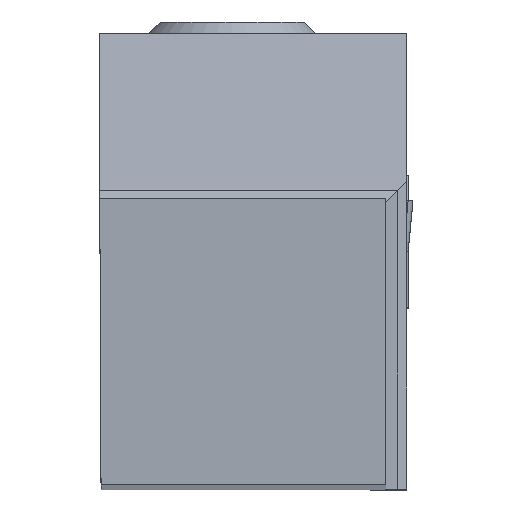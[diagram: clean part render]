
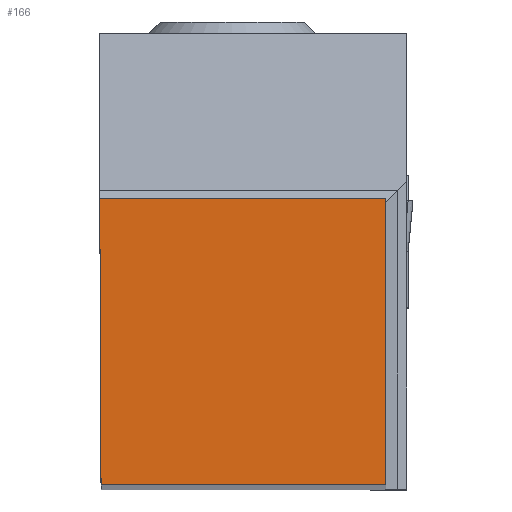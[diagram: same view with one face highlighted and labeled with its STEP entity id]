
A CAD part, top view. The second image highlights one B-rep face of the part: STEP entity #166.
In plain terms, the highlighted planar face has unit normal (0, 0, 1).
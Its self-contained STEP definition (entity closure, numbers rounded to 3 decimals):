
#166=ADVANCED_FACE('BLANK_BOXF006',(#268),#214,.F.);
#214=PLANE('',#1284);
#268=FACE_OUTER_BOUND('',#325,.T.);
#325=EDGE_LOOP('',(#578,#579,#580,#581));
#578=ORIENTED_EDGE('',*,*,#891,.T.);
#579=ORIENTED_EDGE('',*,*,#892,.T.);
#580=ORIENTED_EDGE('',*,*,#887,.T.);
#581=ORIENTED_EDGE('',*,*,#883,.T.);
#747=VERTEX_POINT('',#1995);
#748=VERTEX_POINT('',#1997);
#750=VERTEX_POINT('',#2004);
#753=VERTEX_POINT('',#2012);
#883=EDGE_CURVE('',#748,#747,#1009,.T.);
#887=EDGE_CURVE('',#750,#748,#1013,.T.);
#891=EDGE_CURVE('',#747,#753,#1017,.T.);
#892=EDGE_CURVE('',#753,#750,#1018,.T.);
#1009=LINE('',#1996,#1137);
#1013=LINE('',#2003,#1141);
#1017=LINE('',#2011,#1145);
#1018=LINE('',#2013,#1146);
#1137=VECTOR('',#1517,1.);
#1141=VECTOR('',#1523,1.);
#1145=VECTOR('',#1529,1.);
#1146=VECTOR('',#1530,1.);
#1284=AXIS2_PLACEMENT_3D('',#2014,#1531,#1532);
#1517=DIRECTION('',(1.,0.,0.));
#1523=DIRECTION('',(0.004,-1.,0.));
#1529=DIRECTION('',(0.,1.,0.));
#1530=DIRECTION('',(-1.,0.,0.));
#1531=DIRECTION('',(0.,0.,-1.));
#1532=DIRECTION('',(0.,-1.,0.));
#1995=CARTESIAN_POINT('',(11.875,0.,0.));
#1996=CARTESIAN_POINT('',(-125.55,0.,0.));
#1997=CARTESIAN_POINT('',(0.052,0.,0.));
#2003=CARTESIAN_POINT('',(-0.496,125.549,0.));
#2004=CARTESIAN_POINT('',(0.,11.875,0.));
#2011=CARTESIAN_POINT('',(11.875,-125.55,0.));
#2012=CARTESIAN_POINT('',(11.875,11.875,0.));
#2013=CARTESIAN_POINT('',(125.55,11.875,0.));
#2014=CARTESIAN_POINT('',(12.75,-5.,0.));
